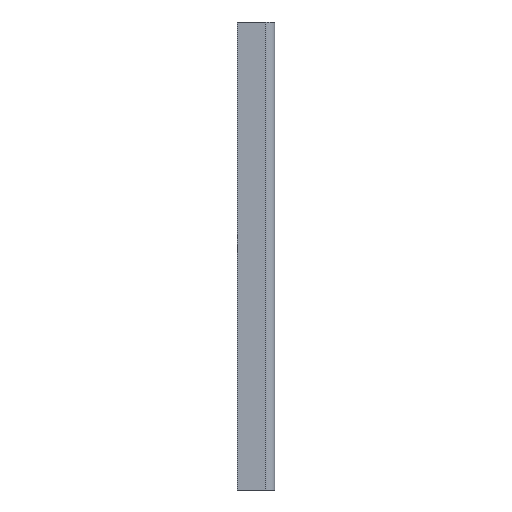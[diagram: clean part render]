
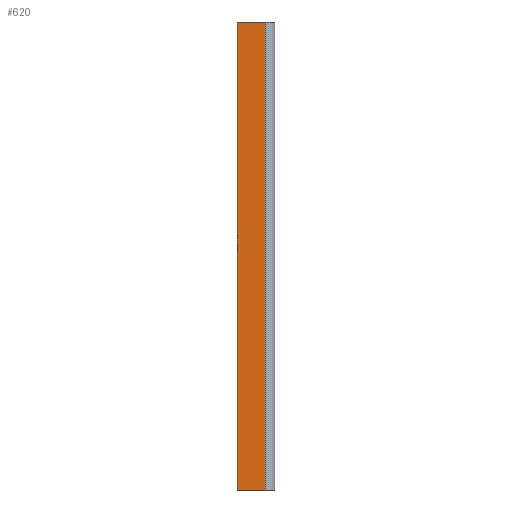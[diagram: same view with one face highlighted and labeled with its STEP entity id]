
A CAD part, front view. The second image highlights one B-rep face of the part: STEP entity #620.
In plain terms, the highlighted planar face has unit normal (0, -1, 0).
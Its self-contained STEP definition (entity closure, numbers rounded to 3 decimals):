
#34 = CARTESIAN_POINT ( 'NONE',  ( 0., 0., -62. ) ) ;
#271 = FACE_OUTER_BOUND ( 'NONE', #406, .T. ) ;
#305 = VERTEX_POINT ( 'NONE', #1189 ) ;
#313 = VERTEX_POINT ( 'NONE', #1176 ) ;
#315 = VERTEX_POINT ( 'NONE', #1174 ) ;
#343 = VERTEX_POINT ( 'NONE', #34 ) ;
#406 = EDGE_LOOP ( 'NONE', ( #1082, #1085, #1099, #1075 ) ) ;
#477 = DIRECTION ( 'NONE',  ( 0., 0., 1. ) ) ;
#478 = DIRECTION ( 'NONE',  ( 0., 1., 0. ) ) ;
#480 = CARTESIAN_POINT ( 'NONE',  ( 0., 0., 62. ) ) ;
#481 = PLANE ( 'NONE',  #951 ) ;
#620 = ADVANCED_FACE ( 'NONE', ( #271 ), #481, .F. ) ;
#686 = VECTOR ( 'NONE', #1467, 1000. ) ;
#688 = VECTOR ( 'NONE', #1465, 1000. ) ;
#689 = LINE ( 'NONE', #1466, #686 ) ;
#690 = VECTOR ( 'NONE', #1463, 1000. ) ;
#691 = LINE ( 'NONE', #1464, #688 ) ;
#692 = VECTOR ( 'NONE', #1462, 1000. ) ;
#694 = LINE ( 'NONE', #1460, #692 ) ;
#699 = LINE ( 'NONE', #1453, #690 ) ;
#951 = AXIS2_PLACEMENT_3D ( 'NONE', #480, #478, #477 ) ;
#1043 = EDGE_CURVE ( 'NONE', #315, #343, #694, .T. ) ;
#1044 = EDGE_CURVE ( 'NONE', #343, #305, #699, .T. ) ;
#1045 = EDGE_CURVE ( 'NONE', #315, #313, #691, .T. ) ;
#1046 = EDGE_CURVE ( 'NONE', #313, #305, #689, .T. ) ;
#1075 = ORIENTED_EDGE ( 'NONE', *, *, #1043, .T. ) ;
#1082 = ORIENTED_EDGE ( 'NONE', *, *, #1044, .T. ) ;
#1085 = ORIENTED_EDGE ( 'NONE', *, *, #1046, .F. ) ;
#1099 = ORIENTED_EDGE ( 'NONE', *, *, #1045, .F. ) ;
#1174 = CARTESIAN_POINT ( 'NONE',  ( 0., 0., 62. ) ) ;
#1176 = CARTESIAN_POINT ( 'NONE',  ( 7.5, 0., 62. ) ) ;
#1189 = CARTESIAN_POINT ( 'NONE',  ( 7.5, 0., -62. ) ) ;
#1453 = CARTESIAN_POINT ( 'NONE',  ( 0., 0., -62. ) ) ;
#1460 = CARTESIAN_POINT ( 'NONE',  ( 0., 0., 62. ) ) ;
#1462 = DIRECTION ( 'NONE',  ( 0., 0., -1. ) ) ;
#1463 = DIRECTION ( 'NONE',  ( 1., 0., 0. ) ) ;
#1464 = CARTESIAN_POINT ( 'NONE',  ( 0., 0., 62. ) ) ;
#1465 = DIRECTION ( 'NONE',  ( 1., 0., 0. ) ) ;
#1466 = CARTESIAN_POINT ( 'NONE',  ( 7.5, 0., 62. ) ) ;
#1467 = DIRECTION ( 'NONE',  ( 0., 0., -1. ) ) ;
